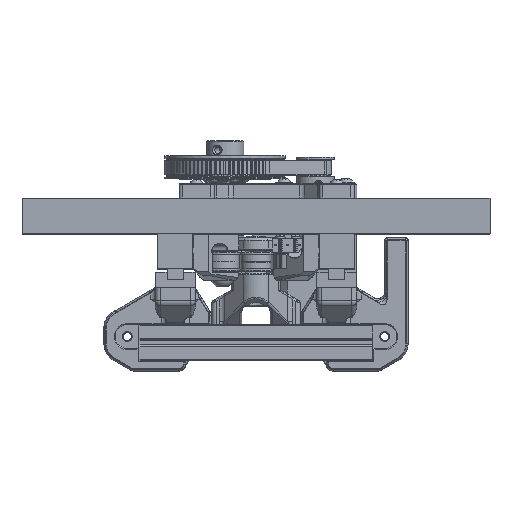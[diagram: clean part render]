
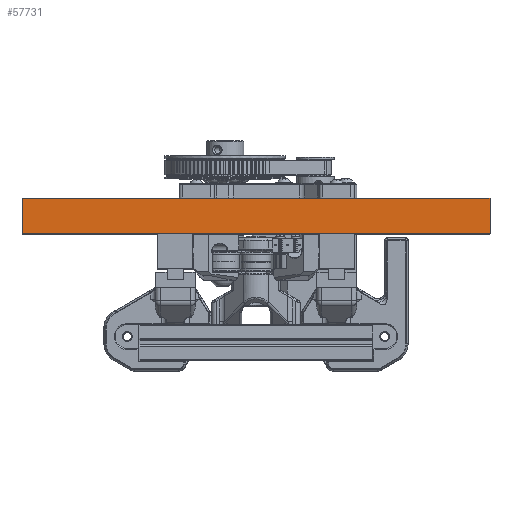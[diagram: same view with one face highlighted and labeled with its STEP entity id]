
A CAD part, top view. The second image highlights one B-rep face of the part: STEP entity #57731.
In plain terms, the highlighted planar face has unit normal (0, 0, 1).
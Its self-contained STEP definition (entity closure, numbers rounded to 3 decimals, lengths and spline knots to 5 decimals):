
#6093=ORIENTED_EDGE('',*,*,#23442,.F.);
#6094=ORIENTED_EDGE('',*,*,#23441,.F.);
#6095=ORIENTED_EDGE('',*,*,#23443,.T.);
#6096=ORIENTED_EDGE('',*,*,#23444,.T.);
#23441=EDGE_CURVE('',#32115,#32114,#37659,.T.);
#23442=EDGE_CURVE('',#32114,#32116,#37660,.T.);
#23443=EDGE_CURVE('',#32115,#32117,#37661,.T.);
#23444=EDGE_CURVE('',#32117,#32116,#37662,.T.);
#32114=VERTEX_POINT('',#84738);
#32115=VERTEX_POINT('',#84740);
#32116=VERTEX_POINT('',#84744);
#32117=VERTEX_POINT('',#84746);
#37659=LINE('',#84741,#42759);
#37660=LINE('',#84743,#42760);
#37661=LINE('',#84745,#42761);
#37662=LINE('',#84747,#42762);
#42759=VECTOR('',#67500,1.);
#42760=VECTOR('',#67503,1.);
#42761=VECTOR('',#67504,1.);
#42762=VECTOR('',#67505,1.);
#47855=EDGE_LOOP('',(#6093,#6094,#6095,#6096));
#51879=FACE_BOUND('',#47855,.T.);
#55909=PLANE('',#61422);
#57731=ADVANCED_FACE('',(#51879),#55909,.T.);
#61422=AXIS2_PLACEMENT_3D('',#84742,#67501,#67502);
#67500=DIRECTION('',(0.,-1.,0.));
#67501=DIRECTION('',(0.,0.,1.));
#67502=DIRECTION('',(1.,0.,0.));
#67503=DIRECTION('',(-1.,0.,0.));
#67504=DIRECTION('',(-1.,0.,0.));
#67505=DIRECTION('',(0.,-1.,0.));
#84738=CARTESIAN_POINT('',(0.1,0.,0.2));
#84740=CARTESIAN_POINT('',(0.1,0.015,0.2));
#84741=CARTESIAN_POINT('',(0.1,0.015,0.2));
#84742=CARTESIAN_POINT('',(0.,0.015,0.2));
#84743=CARTESIAN_POINT('',(0.,0.,0.2));
#84744=CARTESIAN_POINT('',(-0.1,0.,0.2));
#84745=CARTESIAN_POINT('',(0.,0.015,0.2));
#84746=CARTESIAN_POINT('',(-0.1,0.015,0.2));
#84747=CARTESIAN_POINT('',(-0.1,0.015,0.2));
